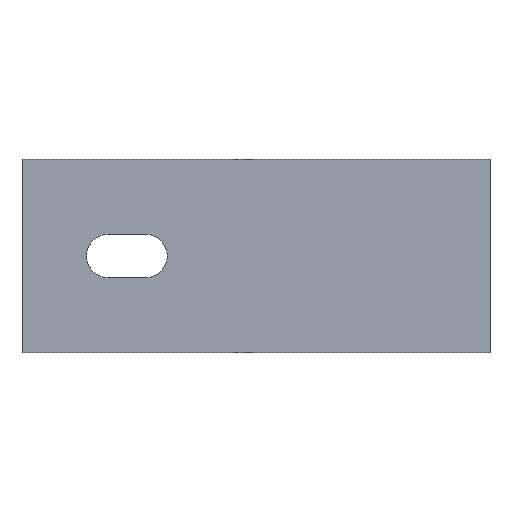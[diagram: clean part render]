
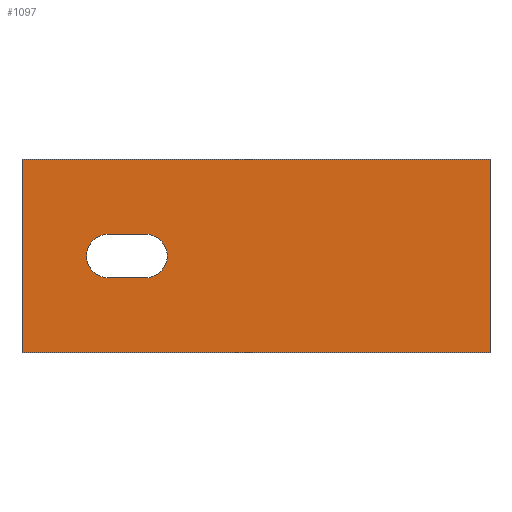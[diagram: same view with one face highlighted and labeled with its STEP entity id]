
A CAD part, left-side view. The second image highlights one B-rep face of the part: STEP entity #1097.
In plain terms, the highlighted planar face has unit normal (-1, 0, 0).
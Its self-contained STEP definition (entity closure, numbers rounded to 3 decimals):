
#826=DIRECTION('',(0.,0.,1.));
#827=VECTOR('',#826,60.);
#828=CARTESIAN_POINT('',(-12.,136.5,-21.));
#829=LINE('',#828,#827);
#874=DIRECTION('',(0.,-1.,0.));
#875=VECTOR('',#874,145.);
#876=CARTESIAN_POINT('',(-12.,136.5,39.));
#877=LINE('',#876,#875);
#886=DIRECTION('',(0.,-1.,0.));
#887=VECTOR('',#886,145.);
#888=CARTESIAN_POINT('',(-12.,136.5,-21.));
#889=LINE('',#888,#887);
#890=DIRECTION('',(0.,0.,1.));
#891=VECTOR('',#890,60.);
#892=CARTESIAN_POINT('',(-12.,-8.5,-21.));
#893=LINE('',#892,#891);
#894=DIRECTION('',(0.,1.,0.));
#895=VECTOR('',#894,11.5);
#896=CARTESIAN_POINT('',(-12.,98.25,2.25));
#897=LINE('',#896,#895);
#898=CARTESIAN_POINT('',(-12.,98.25,9.));
#899=DIRECTION('',(1.,0.,0.));
#900=DIRECTION('',(0.,-1.,0.));
#901=AXIS2_PLACEMENT_3D('',#898,#899,#900);
#903=CARTESIAN_POINT('',(-12.,98.25,9.));
#904=DIRECTION('',(1.,0.,0.));
#905=DIRECTION('',(0.,0.,1.));
#906=AXIS2_PLACEMENT_3D('',#903,#904,#905);
#908=DIRECTION('',(0.,-1.,0.));
#909=VECTOR('',#908,11.5);
#910=CARTESIAN_POINT('',(-12.,109.75,15.75));
#911=LINE('',#910,#909);
#912=CARTESIAN_POINT('',(-12.,109.75,9.));
#913=DIRECTION('',(1.,0.,0.));
#914=DIRECTION('',(0.,1.,0.));
#915=AXIS2_PLACEMENT_3D('',#912,#913,#914);
#917=CARTESIAN_POINT('',(-12.,109.75,9.));
#918=DIRECTION('',(1.,0.,0.));
#919=DIRECTION('',(0.,0.,-1.));
#920=AXIS2_PLACEMENT_3D('',#917,#918,#919);
#946=CARTESIAN_POINT('',(-12.,136.5,39.));
#948=VERTEX_POINT('',#946);
#950=CARTESIAN_POINT('',(-12.,136.5,-21.));
#951=VERTEX_POINT('',#950);
#954=CARTESIAN_POINT('',(-12.,-8.5,39.));
#955=VERTEX_POINT('',#954);
#956=CARTESIAN_POINT('',(-12.,-8.5,-21.));
#957=VERTEX_POINT('',#956);
#958=CARTESIAN_POINT('',(-12.,91.5,9.));
#959=CARTESIAN_POINT('',(-12.,98.25,2.25));
#960=VERTEX_POINT('',#958);
#961=VERTEX_POINT('',#959);
#962=CARTESIAN_POINT('',(-12.,98.25,15.75));
#963=VERTEX_POINT('',#962);
#964=CARTESIAN_POINT('',(-12.,109.75,15.75));
#965=VERTEX_POINT('',#964);
#966=CARTESIAN_POINT('',(-12.,116.5,9.));
#967=VERTEX_POINT('',#966);
#968=CARTESIAN_POINT('',(-12.,109.75,2.25));
#969=VERTEX_POINT('',#968);
#1072=CARTESIAN_POINT('',(-12.,132.5,-21.));
#1073=DIRECTION('',(-1.,0.,0.));
#1074=DIRECTION('',(0.,0.,-1.));
#1075=AXIS2_PLACEMENT_3D('',#1072,#1073,#1074);
#1076=PLANE('',#1075);
#1077=ORIENTED_EDGE('',*,*,#1064,.F.);
#1078=ORIENTED_EDGE('',*,*,#995,.T.);
#1079=ORIENTED_EDGE('',*,*,#1039,.T.);
#1080=ORIENTED_EDGE('',*,*,#1054,.F.);
#1081=EDGE_LOOP('',(#1077,#1078,#1079,#1080));
#1082=FACE_OUTER_BOUND('',#1081,.F.);
#1084=ORIENTED_EDGE('',*,*,#1083,.F.);
#1086=ORIENTED_EDGE('',*,*,#1085,.F.);
#1088=ORIENTED_EDGE('',*,*,#1087,.F.);
#1090=ORIENTED_EDGE('',*,*,#1089,.F.);
#1092=ORIENTED_EDGE('',*,*,#1091,.F.);
#1094=ORIENTED_EDGE('',*,*,#1093,.F.);
#1095=EDGE_LOOP('',(#1084,#1086,#1088,#1090,#1092,#1094));
#1096=FACE_BOUND('',#1095,.F.);
#1097=ADVANCED_FACE('',(#1082,#1096),#1076,.T.);
#902=CIRCLE('',#901,6.75);
#907=CIRCLE('',#906,6.75);
#916=CIRCLE('',#915,6.75);
#921=CIRCLE('',#920,6.75);
#995=EDGE_CURVE('',#951,#948,#829,.T.);
#1039=EDGE_CURVE('',#948,#955,#877,.T.);
#1054=EDGE_CURVE('',#957,#955,#893,.T.);
#1064=EDGE_CURVE('',#951,#957,#889,.T.);
#1083=EDGE_CURVE('',#961,#969,#897,.T.);
#1085=EDGE_CURVE('',#960,#961,#902,.T.);
#1087=EDGE_CURVE('',#963,#960,#907,.T.);
#1089=EDGE_CURVE('',#965,#963,#911,.T.);
#1091=EDGE_CURVE('',#967,#965,#916,.T.);
#1093=EDGE_CURVE('',#969,#967,#921,.T.);
